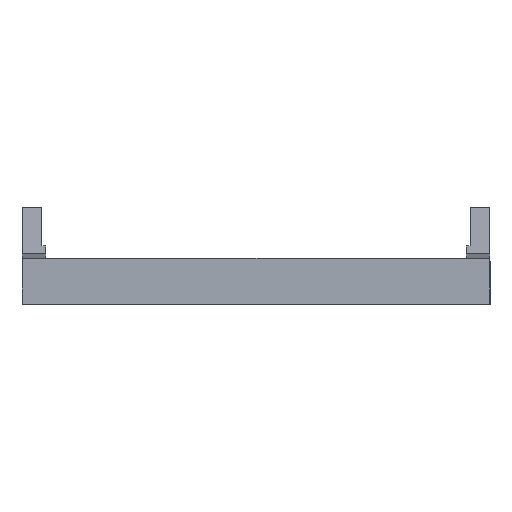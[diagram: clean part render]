
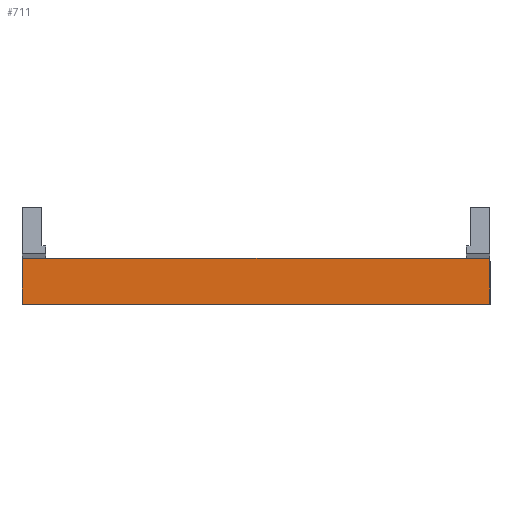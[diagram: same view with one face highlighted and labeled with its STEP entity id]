
A CAD part, top view. The second image highlights one B-rep face of the part: STEP entity #711.
In plain terms, the highlighted planar face has unit normal (0, 0, 1).
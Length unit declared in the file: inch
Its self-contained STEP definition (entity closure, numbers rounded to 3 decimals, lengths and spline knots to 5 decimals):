
#15 = AXIS2_PLACEMENT_3D ( 'NONE', #1257, #1519, #1018 ) ;
#57 = CARTESIAN_POINT ( 'NONE',  ( 1.2, 0., 0. ) ) ;
#71 = LINE ( 'NONE', #1620, #1246 ) ;
#78 = EDGE_CURVE ( 'NONE', #917, #923, #1166, .T. ) ;
#96 = DIRECTION ( 'NONE',  ( -1., 0., 0. ) ) ;
#111 = EDGE_CURVE ( 'NONE', #405, #765, #736, .T. ) ;
#145 = ORIENTED_EDGE ( 'NONE', *, *, #150, .T. ) ;
#150 = EDGE_CURVE ( 'NONE', #765, #1290, #1364, .T. ) ;
#182 = EDGE_CURVE ( 'NONE', #1290, #917, #71, .T. ) ;
#188 = EDGE_LOOP ( 'NONE', ( #1570, #489, #475, #145, #1133, #215 ) ) ;
#200 = EDGE_CURVE ( 'NONE', #858, #405, #1487, .T. ) ;
#215 = ORIENTED_EDGE ( 'NONE', *, *, #78, .T. ) ;
#268 = EDGE_CURVE ( 'NONE', #858, #923, #1144, .T. ) ;
#298 = CARTESIAN_POINT ( 'NONE',  ( 4.05, 0.29374, 0. ) ) ;
#367 = DIRECTION ( 'NONE',  ( 1., 0., 0. ) ) ;
#405 = VERTEX_POINT ( 'NONE', #1173 ) ;
#475 = ORIENTED_EDGE ( 'NONE', *, *, #111, .T. ) ;
#489 = ORIENTED_EDGE ( 'NONE', *, *, #200, .T. ) ;
#615 = DIRECTION ( 'NONE',  ( -1., 0., 0. ) ) ;
#639 = DIRECTION ( 'NONE',  ( 0., 1., 0. ) ) ;
#711 = ADVANCED_FACE ( 'NONE', ( #1526 ), #1142, .F. ) ;
#736 = LINE ( 'NONE', #970, #993 ) ;
#738 = DIRECTION ( 'NONE',  ( -1., 0., 0. ) ) ;
#765 = VERTEX_POINT ( 'NONE', #1559 ) ;
#819 = CARTESIAN_POINT ( 'NONE',  ( 1.2, 0.29374, 0. ) ) ;
#851 = CARTESIAN_POINT ( 'NONE',  ( 1.35, 0.29374, 0. ) ) ;
#858 = VERTEX_POINT ( 'NONE', #57 ) ;
#917 = VERTEX_POINT ( 'NONE', #1575 ) ;
#923 = VERTEX_POINT ( 'NONE', #819 ) ;
#959 = DIRECTION ( 'NONE',  ( 0., 1., 0. ) ) ;
#970 = CARTESIAN_POINT ( 'NONE',  ( 4.2, 0.25, 0. ) ) ;
#993 = VECTOR ( 'NONE', #959, 39.37008 ) ;
#1018 = DIRECTION ( 'NONE',  ( -1., 0., 0. ) ) ;
#1075 = VECTOR ( 'NONE', #639, 39.37008 ) ;
#1077 = VECTOR ( 'NONE', #615, 39.37008 ) ;
#1111 = VECTOR ( 'NONE', #367, 39.37008 ) ;
#1125 = CARTESIAN_POINT ( 'NONE',  ( 5.90191, 0.29374, 0. ) ) ;
#1133 = ORIENTED_EDGE ( 'NONE', *, *, #182, .T. ) ;
#1137 = CARTESIAN_POINT ( 'NONE',  ( 1.2, 0.25, 0. ) ) ;
#1142 = PLANE ( 'NONE',  #15 ) ;
#1144 = LINE ( 'NONE', #1137, #1075 ) ;
#1166 = LINE ( 'NONE', #851, #1548 ) ;
#1173 = CARTESIAN_POINT ( 'NONE',  ( 4.2, 0., 0. ) ) ;
#1246 = VECTOR ( 'NONE', #738, 39.37008 ) ;
#1257 = CARTESIAN_POINT ( 'NONE',  ( 0., 0.25, 0. ) ) ;
#1290 = VERTEX_POINT ( 'NONE', #298 ) ;
#1364 = LINE ( 'NONE', #1125, #1077 ) ;
#1487 = LINE ( 'NONE', #1612, #1111 ) ;
#1519 = DIRECTION ( 'NONE',  ( 0., 0., -1. ) ) ;
#1526 = FACE_OUTER_BOUND ( 'NONE', #188, .T. ) ;
#1548 = VECTOR ( 'NONE', #96, 39.37008 ) ;
#1559 = CARTESIAN_POINT ( 'NONE',  ( 4.2, 0.29374, 0. ) ) ;
#1570 = ORIENTED_EDGE ( 'NONE', *, *, #268, .F. ) ;
#1575 = CARTESIAN_POINT ( 'NONE',  ( 1.35, 0.29374, 0. ) ) ;
#1612 = CARTESIAN_POINT ( 'NONE',  ( 0., 0., 0. ) ) ;
#1620 = CARTESIAN_POINT ( 'NONE',  ( 5.90191, 0.29374, 0. ) ) ;
